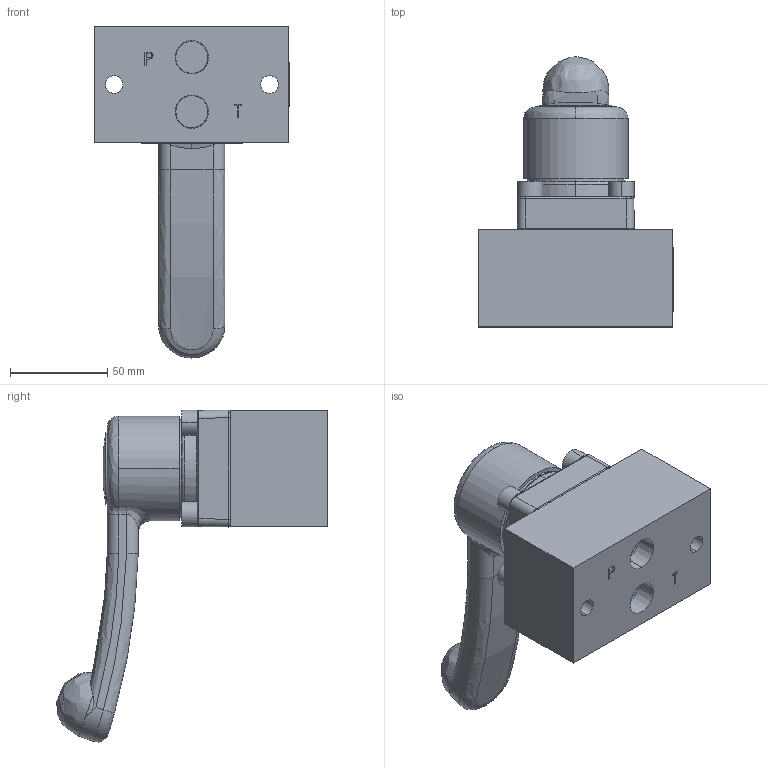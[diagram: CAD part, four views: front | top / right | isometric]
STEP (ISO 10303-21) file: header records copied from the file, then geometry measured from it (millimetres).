
FILE_DESCRIPTION (( 'STEP AP214' ), '1' );
FILE_NAME ('60671_HSV700-6-4_3-U-HR-P.STEP', '2014-07-14T12:59:47', ( 'admin' ), ( '' ), 'SwSTEP 2.0', 'SolidWorks 2012', '' );
FILE_SCHEMA (( 'AUTOMOTIVE_DESIGN' ));
Length unit declared in the file: millimetre
Products named in the file (1): 60671_HSV700-6-4_3-U-HR-P
Bounding box: 100.2 x 139.43 x 171.02 mm (x, y, z)
Volume: 518031.3 mm3; surface area: 66173.3 mm2
Topology: 2 solids, 7 shells, 569 faces, 1440 edges, 933 vertices
Faces by surface type: plane 364, bspline 100, cylinder 79, cone 26
Entity records: 25945 total; most frequent: CARTESIAN_POINT 6539, ORIENTED_EDGE 2856, DIRECTION 2387, EDGE_CURVE 1428, VECTOR 1001, LINE 1001, VERTEX_POINT 933, AXIS2_PLACEMENT_3D 693
